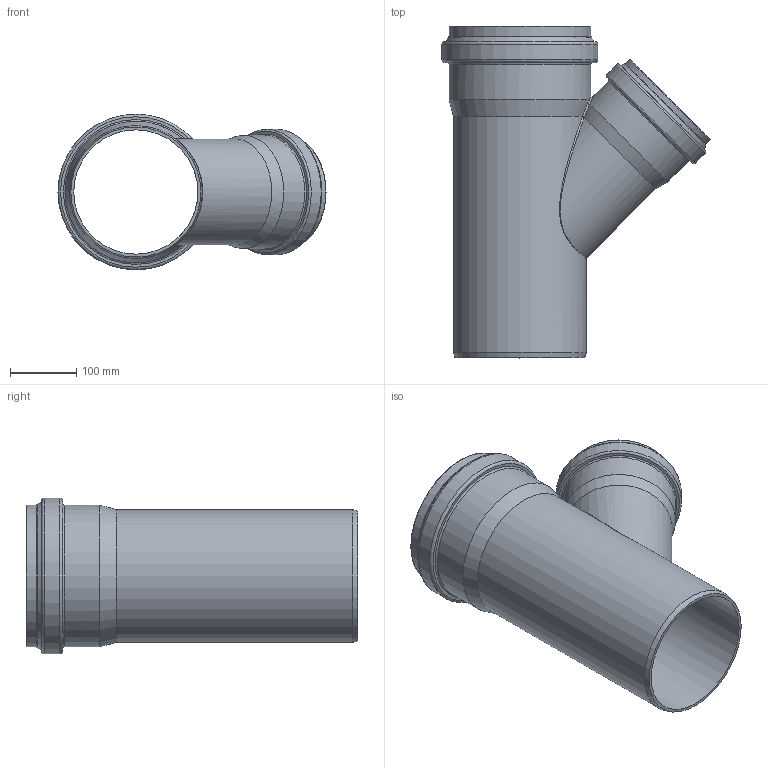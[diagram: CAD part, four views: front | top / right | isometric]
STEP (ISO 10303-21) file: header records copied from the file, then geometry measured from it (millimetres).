
FILE_DESCRIPTION(/* description */ (''),/* implementation_level */ '2;1');
FILE_NAME(/* name */ '772560 KG2000EA Abzweig DN_OD 200_160_45°.stp',/* time_stamp */ '2017-01-30T14:18:24+01:00',/* author */ ('user1'),/* organization */ (''),/* preprocessor_version */ 'ST-DEVELOPER v16.1',/* originating_system */ 'Autodesk Inventor 2016',/* authorisation */ '');
FILE_SCHEMA (('AUTOMOTIVE_DESIGN { 1 0 10303 214 3 1 1 }'));
Length unit declared in the file: millimetre
Products named in the file (1): 772560 KG2000EA Abzweig DN_OD 200_160_45°
Bounding box: 404 x 500 x 234.8 mm (x, y, z)
Volume: 2417870.6 mm3; surface area: 818197.2 mm2
Topology: 1 solids, 1 shells, 78 faces, 170 edges, 99 vertices
Faces by surface type: torus 28, cylinder 18, cone 15, plane 9, bspline 8
Full cylindrical faces by diameter (mm): 149.6 x1, 161.1 x1, 161.4 x2, 170.7 x1, 171 x1, 179.4 x1, 187.2 x1, 189 x1, 200.2 x1, 201.5 x1, 201.8 x2, 213.3 x1, 213.6 x1, 223 x1, 234.8 x1
Entity records: 2699 total; most frequent: CARTESIAN_POINT 1285, DIRECTION 280, ORIENTED_EDGE 212, EDGE_LOOP 146, AXIS2_PLACEMENT_3D 140, EDGE_CURVE 106, VERTEX_POINT 94, FACE_OUTER_BOUND 78
